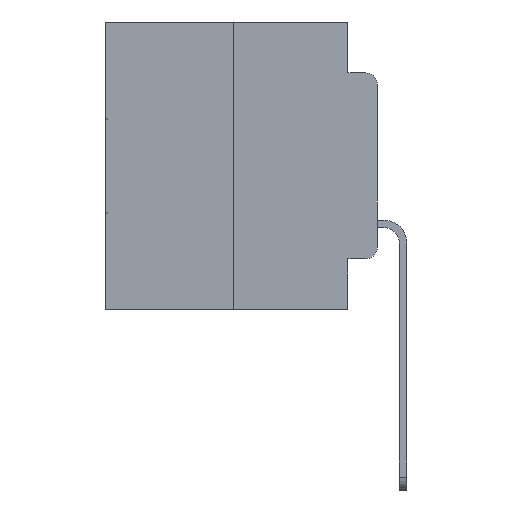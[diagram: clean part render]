
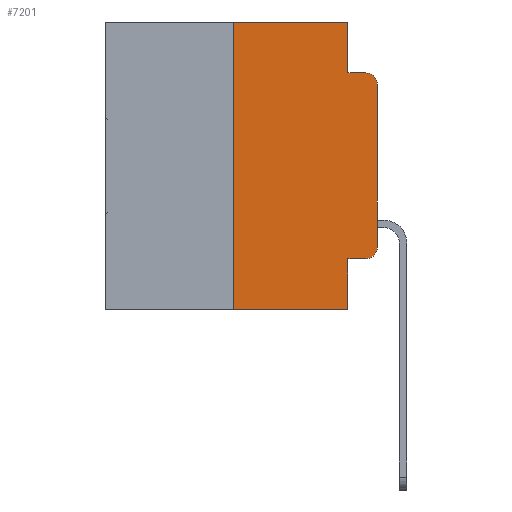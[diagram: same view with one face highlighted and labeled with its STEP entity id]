
A CAD part, left-side view. The second image highlights one B-rep face of the part: STEP entity #7201.
In plain terms, the highlighted planar face has unit normal (-1, 0, 0).
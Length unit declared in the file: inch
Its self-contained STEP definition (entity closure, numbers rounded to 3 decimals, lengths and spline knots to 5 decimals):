
#164 = CARTESIAN_POINT ( 'NONE',  ( 0., 0.051, -0.4115 ) ) ;
#190 = DIRECTION ( 'NONE',  ( -1., 0., 0. ) ) ;
#663 = ORIENTED_EDGE ( 'NONE', *, *, #25972, .F. ) ;
#833 = CARTESIAN_POINT ( 'NONE',  ( 0., 0.051, -0.0885 ) ) ;
#931 = EDGE_CURVE ( 'NONE', #3265, #10411, #16964, .T. ) ;
#1250 = DIRECTION ( 'NONE',  ( 0., 0., -1. ) ) ;
#1538 = VERTEX_POINT ( 'NONE', #28499 ) ;
#2038 = LINE ( 'NONE', #27092, #18860 ) ;
#2430 = CARTESIAN_POINT ( 'NONE',  ( 0., 0., 0. ) ) ;
#2609 = DIRECTION ( 'NONE',  ( 0., -1., 0. ) ) ;
#2860 = LINE ( 'NONE', #15060, #14350 ) ;
#3265 = VERTEX_POINT ( 'NONE', #17821 ) ;
#3394 = CARTESIAN_POINT ( 'NONE',  ( 0., 0., -0.3915 ) ) ;
#4001 = CARTESIAN_POINT ( 'NONE',  ( 0., 0.473, -0.5 ) ) ;
#4057 = ORIENTED_EDGE ( 'NONE', *, *, #12374, .F. ) ;
#4553 = EDGE_CURVE ( 'NONE', #5223, #19447, #9812, .T. ) ;
#4615 = FACE_OUTER_BOUND ( 'NONE', #11256, .T. ) ;
#4712 = DIRECTION ( 'NONE',  ( 0., 0., 1. ) ) ;
#5218 = LINE ( 'NONE', #27710, #29025 ) ;
#5223 = VERTEX_POINT ( 'NONE', #14141 ) ;
#5563 = CARTESIAN_POINT ( 'NONE',  ( 0., 0.051, -0.4115 ) ) ;
#5708 = DIRECTION ( 'NONE',  ( 0., 0., -1. ) ) ;
#6225 = ORIENTED_EDGE ( 'NONE', *, *, #27624, .T. ) ;
#6558 = VECTOR ( 'NONE', #10260, 39.37008 ) ;
#7201 = ADVANCED_FACE ( 'NONE', ( #4615 ), #16983, .F. ) ;
#8689 = DIRECTION ( 'NONE',  ( 0., -1., 0. ) ) ;
#8767 = ORIENTED_EDGE ( 'NONE', *, *, #28048, .T. ) ;
#9254 = VERTEX_POINT ( 'NONE', #9298 ) ;
#9298 = CARTESIAN_POINT ( 'NONE',  ( 0., 0.02, -0.0885 ) ) ;
#9388 = EDGE_CURVE ( 'NONE', #20003, #24037, #5218, .T. ) ;
#9656 = LINE ( 'NONE', #16057, #14907 ) ;
#9812 = CIRCLE ( 'NONE', #29007, 0.02 ) ;
#10260 = DIRECTION ( 'NONE',  ( 0., -1., 0. ) ) ;
#10411 = VERTEX_POINT ( 'NONE', #28716 ) ;
#10992 = VECTOR ( 'NONE', #8689, 39.37008 ) ;
#11014 = CARTESIAN_POINT ( 'NONE',  ( 0., 0.02, -0.1085 ) ) ;
#11256 = EDGE_LOOP ( 'NONE', ( #6225, #8767, #663, #12689, #25236, #4057, #24506, #14424, #19016, #13071 ) ) ;
#12173 = DIRECTION ( 'NONE',  ( 0., -1., 0. ) ) ;
#12374 = EDGE_CURVE ( 'NONE', #3265, #20003, #2038, .T. ) ;
#12622 = LINE ( 'NONE', #833, #6558 ) ;
#12689 = ORIENTED_EDGE ( 'NONE', *, *, #29317, .F. ) ;
#12697 = CARTESIAN_POINT ( 'NONE',  ( 0., 0.051, 0. ) ) ;
#13071 = ORIENTED_EDGE ( 'NONE', *, *, #4553, .T. ) ;
#13266 = DIRECTION ( 'NONE',  ( 0., 0., -1. ) ) ;
#14082 = CARTESIAN_POINT ( 'NONE',  ( 0., 0.02, -0.3915 ) ) ;
#14141 = CARTESIAN_POINT ( 'NONE',  ( 0., 0.02, -0.4115 ) ) ;
#14350 = VECTOR ( 'NONE', #1250, 39.37008 ) ;
#14424 = ORIENTED_EDGE ( 'NONE', *, *, #16784, .F. ) ;
#14907 = VECTOR ( 'NONE', #27207, 39.37008 ) ;
#15045 = VERTEX_POINT ( 'NONE', #5563 ) ;
#15060 = CARTESIAN_POINT ( 'NONE',  ( 0., 0.051, 0. ) ) ;
#15803 = AXIS2_PLACEMENT_3D ( 'NONE', #11014, #26584, #13266 ) ;
#16057 = CARTESIAN_POINT ( 'NONE',  ( 0., 0.051, 0. ) ) ;
#16352 = DIRECTION ( 'NONE',  ( 0., 0., -1. ) ) ;
#16439 = VECTOR ( 'NONE', #2609, 39.37008 ) ;
#16754 = CARTESIAN_POINT ( 'NONE',  ( 0., 0.25, 0. ) ) ;
#16784 = EDGE_CURVE ( 'NONE', #15045, #10411, #2860, .T. ) ;
#16964 = LINE ( 'NONE', #4001, #10992 ) ;
#16983 = PLANE ( 'NONE',  #22623 ) ;
#17146 = EDGE_CURVE ( 'NONE', #15045, #5223, #28880, .T. ) ;
#17821 = CARTESIAN_POINT ( 'NONE',  ( 0., 0.25, -0.5 ) ) ;
#18393 = DIRECTION ( 'NONE',  ( 0., 0., 1. ) ) ;
#18860 = VECTOR ( 'NONE', #4712, 39.37008 ) ;
#19016 = ORIENTED_EDGE ( 'NONE', *, *, #17146, .T. ) ;
#19251 = DIRECTION ( 'NONE',  ( 1., 0., 0. ) ) ;
#19447 = VERTEX_POINT ( 'NONE', #3394 ) ;
#19877 = CIRCLE ( 'NONE', #15803, 0.02 ) ;
#19903 = VECTOR ( 'NONE', #18393, 39.37008 ) ;
#20003 = VERTEX_POINT ( 'NONE', #16754 ) ;
#21400 = CARTESIAN_POINT ( 'NONE',  ( 0., 0.473, 0. ) ) ;
#21948 = VERTEX_POINT ( 'NONE', #27196 ) ;
#22623 = AXIS2_PLACEMENT_3D ( 'NONE', #21400, #19251, #5708 ) ;
#24037 = VERTEX_POINT ( 'NONE', #12697 ) ;
#24506 = ORIENTED_EDGE ( 'NONE', *, *, #931, .T. ) ;
#25064 = LINE ( 'NONE', #2430, #19903 ) ;
#25236 = ORIENTED_EDGE ( 'NONE', *, *, #9388, .F. ) ;
#25972 = EDGE_CURVE ( 'NONE', #21948, #9254, #12622, .T. ) ;
#26584 = DIRECTION ( 'NONE',  ( -1., 0., 0. ) ) ;
#27092 = CARTESIAN_POINT ( 'NONE',  ( 0., 0.25, 0. ) ) ;
#27196 = CARTESIAN_POINT ( 'NONE',  ( 0., 0.051, -0.0885 ) ) ;
#27207 = DIRECTION ( 'NONE',  ( 0., 0., -1. ) ) ;
#27624 = EDGE_CURVE ( 'NONE', #19447, #1538, #25064, .T. ) ;
#27710 = CARTESIAN_POINT ( 'NONE',  ( 0., 0.473, 0. ) ) ;
#28048 = EDGE_CURVE ( 'NONE', #1538, #9254, #19877, .T. ) ;
#28499 = CARTESIAN_POINT ( 'NONE',  ( 0., 0., -0.1085 ) ) ;
#28716 = CARTESIAN_POINT ( 'NONE',  ( 0., 0.051, -0.5 ) ) ;
#28880 = LINE ( 'NONE', #164, #16439 ) ;
#29007 = AXIS2_PLACEMENT_3D ( 'NONE', #14082, #190, #16352 ) ;
#29025 = VECTOR ( 'NONE', #12173, 39.37008 ) ;
#29317 = EDGE_CURVE ( 'NONE', #24037, #21948, #9656, .T. ) ;
